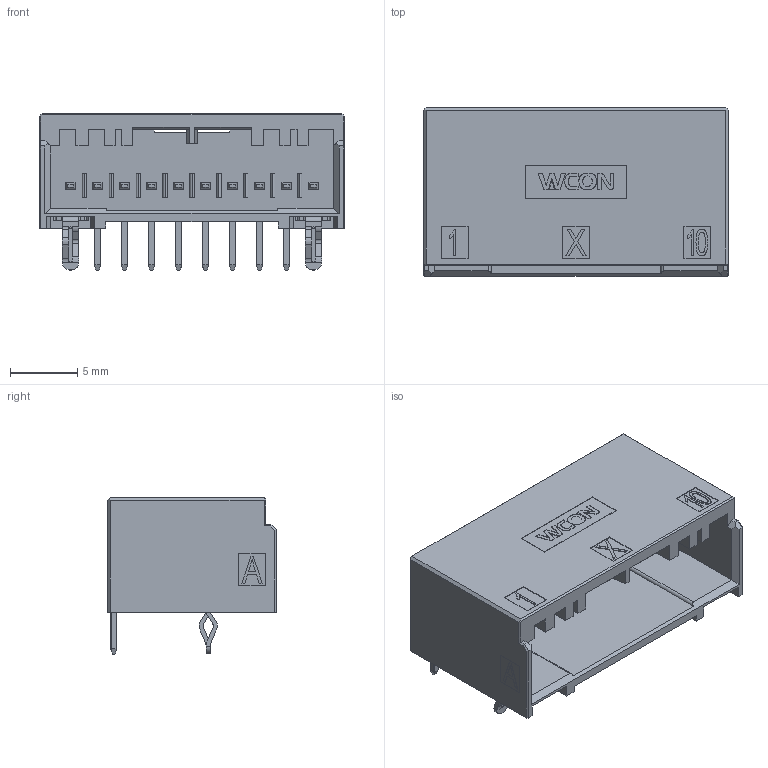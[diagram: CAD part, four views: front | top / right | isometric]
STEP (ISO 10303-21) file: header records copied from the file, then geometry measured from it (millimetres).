
FILE_DESCRIPTION( ('This file contains a STEP AP42 implementation' ,'as created by ZW3D STEP Interface translator.') ,'2;1' );
FILE_NAME( '11S_90_10P_HEADER_ASY.stp' ,'231130.17 135', (''), ('ZWCAD Software Co.'), 'Version 1.0', 'ZW3D to STEP translator', '' );
FILE_SCHEMA(('AUTOMOTIVE_DESIGN { 1 0 10303 214 1 1 1 1 }'));
Length unit declared in the file: millimetre
Products named in the file (2): 0; 11S_90_10P_HEADER_ASY
Bounding box: 22.6 x 12.5 x 11.62 mm (x, y, z)
Volume: 951.1 mm3; surface area: 2359.1 mm2
Topology: 1 solids, 2 shells, 1156 faces, 3160 edges, 2034 vertices
Faces by surface type: plane 916, cylinder 158, bspline 82
Entity records: 39410 total; most frequent: CARTESIAN_POINT 9474, ORIENTED_EDGE 6324, DIRECTION 5366, EDGE_CURVE 3162, VECTOR 2690, LINE 2690, VERTEX_POINT 2035, AXIS2_PLACEMENT_3D 1338
